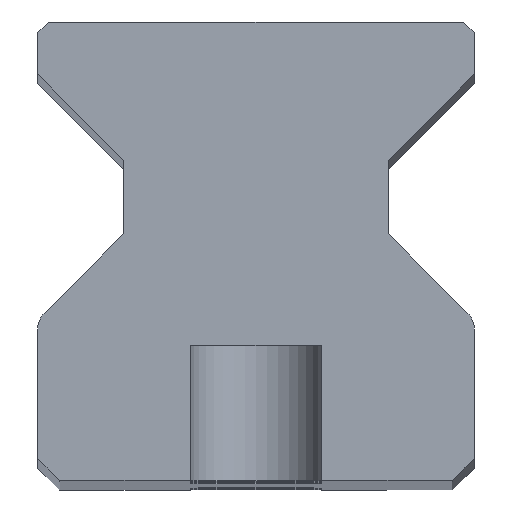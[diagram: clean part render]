
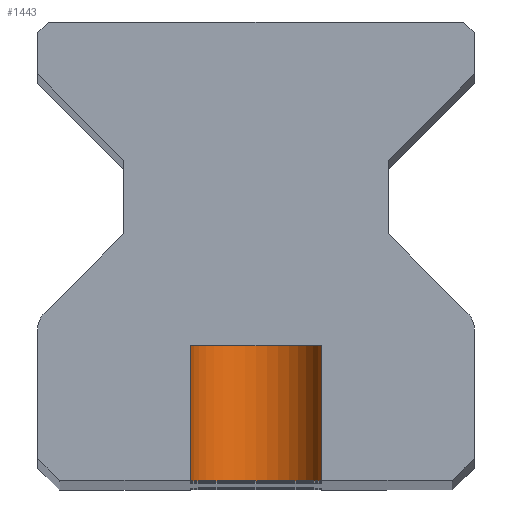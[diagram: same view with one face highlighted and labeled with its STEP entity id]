
A CAD part, top view. The second image highlights one B-rep face of the part: STEP entity #1443.
In plain terms, the highlighted cylindrical face has radius 3 mm (diameter 6 mm), a partial arc.
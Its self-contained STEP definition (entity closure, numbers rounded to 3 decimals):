
#65 = VERTEX_POINT ( 'NONE', #1904 ) ;
#83 = ORIENTED_EDGE ( 'NONE', *, *, #1675, .F. ) ;
#122 = DIRECTION ( 'NONE',  ( 1., 0., 0. ) ) ;
#246 = VERTEX_POINT ( 'NONE', #822 ) ;
#287 = CARTESIAN_POINT ( 'NONE',  ( 0., 6.2, 241.8 ) ) ;
#294 = ORIENTED_EDGE ( 'NONE', *, *, #614, .T. ) ;
#564 = DIRECTION ( 'NONE',  ( 1., 0., 0. ) ) ;
#593 = VECTOR ( 'NONE', #1839, 1000. ) ;
#614 = EDGE_CURVE ( 'NONE', #246, #65, #1892, .T. ) ;
#657 = CIRCLE ( 'NONE', #1208, 3. ) ;
#822 = CARTESIAN_POINT ( 'NONE',  ( -3., 0., 241.8 ) ) ;
#908 = EDGE_LOOP ( 'NONE', ( #294, #83, #957, #2126 ) ) ;
#957 = ORIENTED_EDGE ( 'NONE', *, *, #1257, .F. ) ;
#975 = CARTESIAN_POINT ( 'NONE',  ( 3., 6.2, 241.8 ) ) ;
#1002 = VERTEX_POINT ( 'NONE', #1523 ) ;
#1044 = DIRECTION ( 'NONE',  ( 0., -1., 0. ) ) ;
#1047 = DIRECTION ( 'NONE',  ( 0., -1., 0. ) ) ;
#1105 = AXIS2_PLACEMENT_3D ( 'NONE', #287, #1966, #122 ) ;
#1120 = FACE_OUTER_BOUND ( 'NONE', #908, .T. ) ;
#1208 = AXIS2_PLACEMENT_3D ( 'NONE', #1877, #1044, #1715 ) ;
#1213 = LINE ( 'NONE', #2057, #1979 ) ;
#1257 = EDGE_CURVE ( 'NONE', #1002, #1597, #657, .T. ) ;
#1361 = LINE ( 'NONE', #1371, #593 ) ;
#1371 = CARTESIAN_POINT ( 'NONE',  ( -3., 6.2, 241.8 ) ) ;
#1443 = ADVANCED_FACE ( 'NONE', ( #1120 ), #1664, .F. ) ;
#1523 = CARTESIAN_POINT ( 'NONE',  ( -3., 6.2, 241.8 ) ) ;
#1535 = AXIS2_PLACEMENT_3D ( 'NONE', #1558, #1047, #564 ) ;
#1558 = CARTESIAN_POINT ( 'NONE',  ( 0., 0., 241.8 ) ) ;
#1597 = VERTEX_POINT ( 'NONE', #975 ) ;
#1664 = CYLINDRICAL_SURFACE ( 'NONE', #1105, 3. ) ;
#1675 = EDGE_CURVE ( 'NONE', #1597, #65, #1213, .T. ) ;
#1715 = DIRECTION ( 'NONE',  ( 1., 0., 0. ) ) ;
#1839 = DIRECTION ( 'NONE',  ( 0., -1., 0. ) ) ;
#1877 = CARTESIAN_POINT ( 'NONE',  ( 0., 6.2, 241.8 ) ) ;
#1892 = CIRCLE ( 'NONE', #1535, 3. ) ;
#1904 = CARTESIAN_POINT ( 'NONE',  ( 3., 0., 241.8 ) ) ;
#1966 = DIRECTION ( 'NONE',  ( 0., -1., 0. ) ) ;
#1979 = VECTOR ( 'NONE', #2011, 1000. ) ;
#2011 = DIRECTION ( 'NONE',  ( 0., -1., 0. ) ) ;
#2037 = EDGE_CURVE ( 'NONE', #1002, #246, #1361, .T. ) ;
#2057 = CARTESIAN_POINT ( 'NONE',  ( 3., 6.2, 241.8 ) ) ;
#2126 = ORIENTED_EDGE ( 'NONE', *, *, #2037, .T. ) ;
